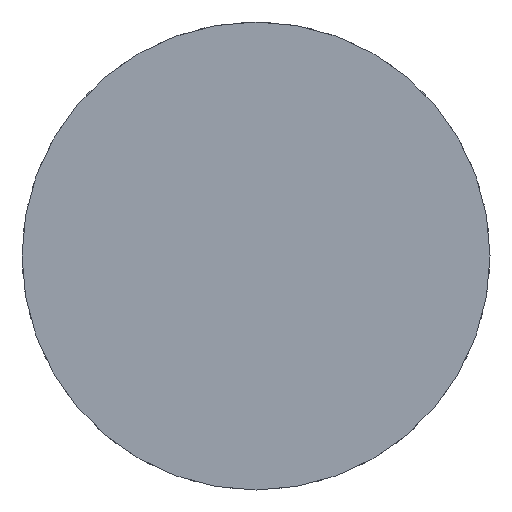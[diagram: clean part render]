
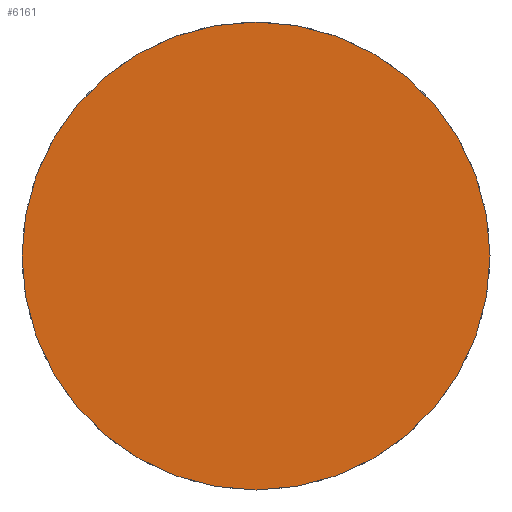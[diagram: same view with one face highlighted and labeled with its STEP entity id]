
A CAD part, front view. The second image highlights one B-rep face of the part: STEP entity #6161.
In plain terms, the highlighted planar face has unit normal (0, -1, 0).
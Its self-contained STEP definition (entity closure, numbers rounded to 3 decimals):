
#76 = CARTESIAN_POINT ( 'NONE',  ( 0., -30., -37.05 ) ) ;
#208 = DIRECTION ( 'NONE',  ( 0., 1., 0. ) ) ;
#513 = AXIS2_PLACEMENT_3D ( 'NONE', #4427, #1565, #4385 ) ;
#594 = EDGE_CURVE ( 'NONE', #3692, #7533, #3435, .T. ) ;
#643 = AXIS2_PLACEMENT_3D ( 'NONE', #4136, #6360, #1365 ) ;
#727 = EDGE_CURVE ( 'NONE', #7533, #3692, #4761, .T. ) ;
#895 = CARTESIAN_POINT ( 'NONE',  ( 0., -30., 0. ) ) ;
#1349 = ORIENTED_EDGE ( 'NONE', *, *, #727, .F. ) ;
#1365 = DIRECTION ( 'NONE',  ( 0., 0., 1. ) ) ;
#1565 = DIRECTION ( 'NONE',  ( 0., -1., 0. ) ) ;
#1745 = PLANE ( 'NONE',  #513 ) ;
#1890 = EDGE_LOOP ( 'NONE', ( #2668, #1349 ) ) ;
#1961 = AXIS2_PLACEMENT_3D ( 'NONE', #895, #208, #5843 ) ;
#2668 = ORIENTED_EDGE ( 'NONE', *, *, #594, .F. ) ;
#3435 = CIRCLE ( 'NONE', #1961, 37.05 ) ;
#3633 = CARTESIAN_POINT ( 'NONE',  ( 0., -30., 37.05 ) ) ;
#3692 = VERTEX_POINT ( 'NONE', #76 ) ;
#4136 = CARTESIAN_POINT ( 'NONE',  ( 0., -30., 0. ) ) ;
#4385 = DIRECTION ( 'NONE',  ( 0., 0., -1. ) ) ;
#4427 = CARTESIAN_POINT ( 'NONE',  ( 0., -30., 0. ) ) ;
#4761 = CIRCLE ( 'NONE', #643, 37.05 ) ;
#5811 = FACE_OUTER_BOUND ( 'NONE', #1890, .T. ) ;
#5843 = DIRECTION ( 'NONE',  ( 0., 0., 1. ) ) ;
#6161 = ADVANCED_FACE ( 'NONE', ( #5811 ), #1745, .T. ) ;
#6360 = DIRECTION ( 'NONE',  ( 0., 1., 0. ) ) ;
#7533 = VERTEX_POINT ( 'NONE', #3633 ) ;
